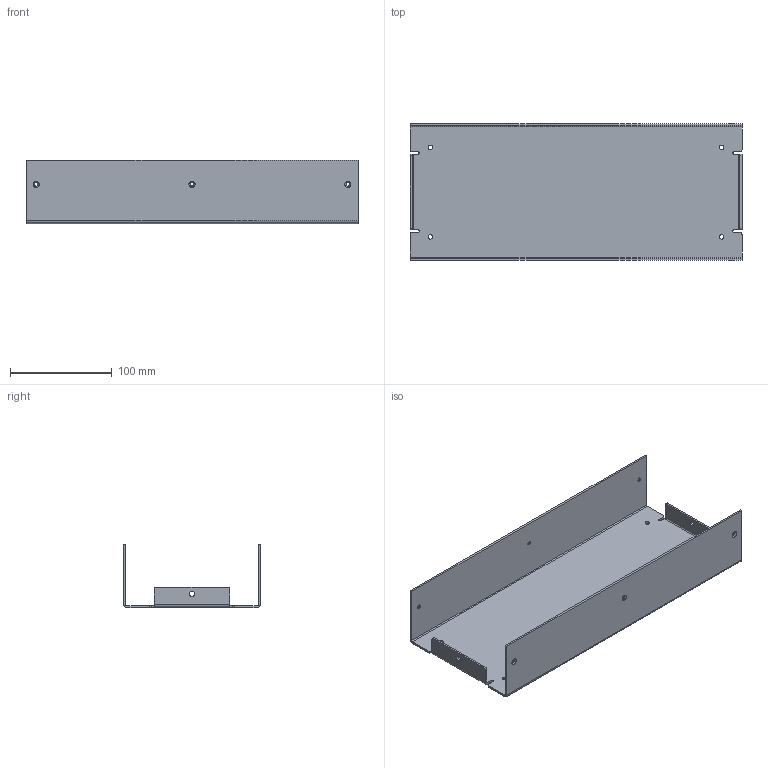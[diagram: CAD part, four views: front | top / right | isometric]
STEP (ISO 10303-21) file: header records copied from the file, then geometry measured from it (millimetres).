
FILE_DESCRIPTION(/* description */ (''),/* implementation_level */ '2;1');
FILE_NAME(/* name */ 'PliagePetit.step',/* time_stamp */ '2022-11-07T18:20:31+01:00',/* author */ (''),/* organization */ (''),/* preprocessor_version */ 'ST-DEVELOPER v19.2',/* originating_system */ 'Autodesk Translation Framework v11.17.0.187',/* authorisation */ '');
FILE_SCHEMA (('AUTOMOTIVE_DESIGN { 1 0 10303 214 3 1 1 }'));
Length unit declared in the file: millimetre
Products named in the file (1): PliagePetit
Bounding box: 326 x 133.9 x 62 mm (x, y, z)
Volume: 168879.8 mm3; surface area: 171794.9 mm2
Topology: 1 solids, 1 shells, 64 faces, 180 edges, 118 vertices
Faces by surface type: cylinder 32, plane 26, cone 6
Full cylindrical faces by diameter (mm): 3.5 x6, 4.5 x4, 5.5 x2
Entity records: 2167 total; most frequent: DIRECTION 380, CARTESIAN_POINT 363, ORIENTED_EDGE 360, EDGE_CURVE 180, AXIS2_PLACEMENT_3D 135, VERTEX_POINT 118, LINE 110, VECTOR 110
